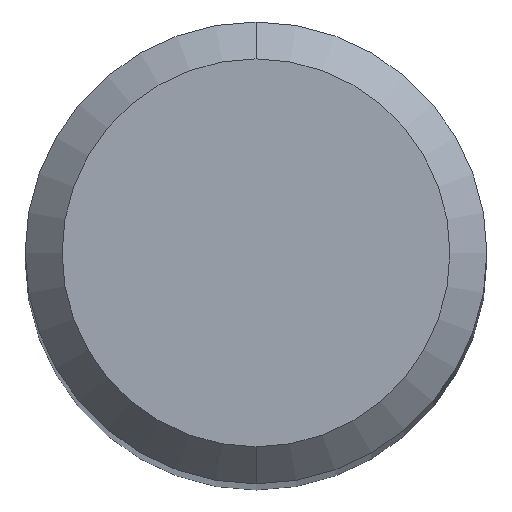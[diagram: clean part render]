
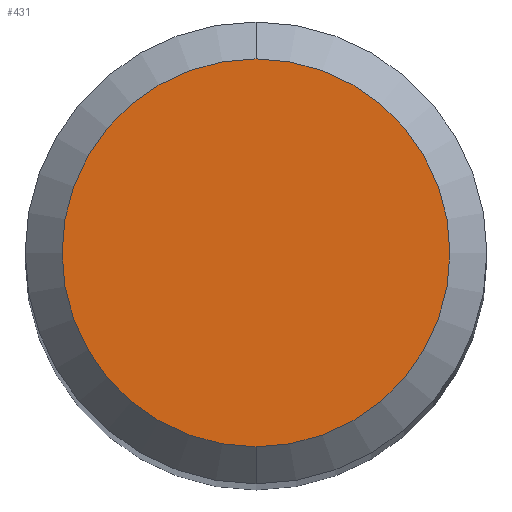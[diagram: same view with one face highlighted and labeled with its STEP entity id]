
A CAD part, top view. The second image highlights one B-rep face of the part: STEP entity #431.
In plain terms, the highlighted planar face has unit normal (0, 0, 1).
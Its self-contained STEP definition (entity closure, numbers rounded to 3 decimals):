
#271=VERTEX_POINT('',#572);
#309=VERTEX_POINT('',#611);
#375=EDGE_CURVE('',#309,#271,#687,.T.);
#419=EDGE_CURVE('',#271,#309,#736,.T.);
#431=ADVANCED_FACE('',(#748),#749,.T.);
#572=CARTESIAN_POINT('',(0.0,2.1,37.654));
#611=CARTESIAN_POINT('',(0.,-2.1,37.654));
#687=CIRCLE('',#1247,2.1);
#736=CIRCLE('',#1371,2.1);
#748=FACE_OUTER_BOUND('',#1395,.T.);
#749=PLANE('',#1396);
#1247=AXIS2_PLACEMENT_3D('',#1659,#1660,#1661);
#1371=AXIS2_PLACEMENT_3D('',#1721,#1722,#1723);
#1395=EDGE_LOOP('',(#1732,#1733));
#1396=AXIS2_PLACEMENT_3D('',#1734,#1735,#1736);
#1659=CARTESIAN_POINT('',(0.0,0.0,37.654));
#1660=DIRECTION('',(0.0,0.0,-1.0));
#1661=DIRECTION('',(0.0,1.0,0.0));
#1721=CARTESIAN_POINT('',(0.0,0.0,37.654));
#1722=DIRECTION('',(0.0,0.0,-1.0));
#1723=DIRECTION('',(0.0,1.0,0.0));
#1732=ORIENTED_EDGE('',*,*,#419,.F.);
#1733=ORIENTED_EDGE('',*,*,#375,.F.);
#1734=CARTESIAN_POINT('',(0.0,1.05,37.654));
#1735=DIRECTION('',(-0.0,0.0,1.0));
#1736=DIRECTION('',(0.0,-1.0,0.0));
